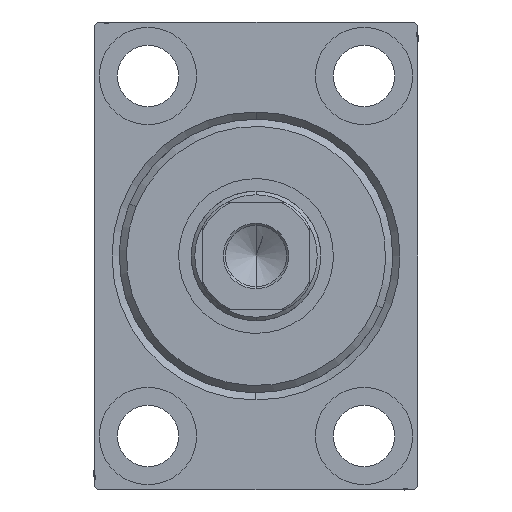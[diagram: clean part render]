
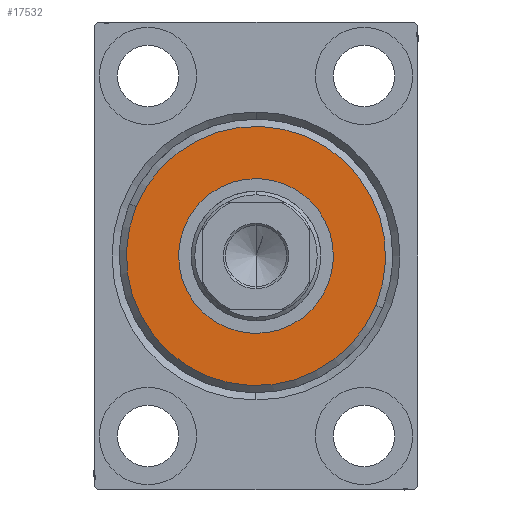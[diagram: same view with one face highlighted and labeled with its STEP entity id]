
A CAD part, left-side view. The second image highlights one B-rep face of the part: STEP entity #17532.
In plain terms, the highlighted face is planar.
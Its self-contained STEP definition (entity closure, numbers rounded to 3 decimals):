
#40 = EDGE_CURVE ( 'NONE', #30685, #40569, #29822, .T. ) ;
#574 = DIRECTION ( 'NONE',  ( 0., 0., -1. ) ) ;
#1653 = EDGE_LOOP ( 'NONE', ( #20081, #5930 ) ) ;
#3138 = AXIS2_PLACEMENT_3D ( 'NONE', #8249, #8686, #32606 ) ;
#3199 = EDGE_LOOP ( 'NONE', ( #15199, #15542 ) ) ;
#3505 = DIRECTION ( 'NONE',  ( 1., 0., 0. ) ) ;
#5930 = ORIENTED_EDGE ( 'NONE', *, *, #41157, .T. ) ;
#6928 = EDGE_CURVE ( 'NONE', #35160, #15631, #39646, .T. ) ;
#8244 = CIRCLE ( 'NONE', #19777, 18. ) ;
#8249 = CARTESIAN_POINT ( 'NONE',  ( 3., 0., 0. ) ) ;
#8686 = DIRECTION ( 'NONE',  ( -1., 0., 0. ) ) ;
#11163 = CARTESIAN_POINT ( 'NONE',  ( 3., 0., 0. ) ) ;
#12242 = DIRECTION ( 'NONE',  ( 0., 0., -1. ) ) ;
#12735 = DIRECTION ( 'NONE',  ( 1., 0., 0. ) ) ;
#13657 = CARTESIAN_POINT ( 'NONE',  ( 3., 0., 0. ) ) ;
#15199 = ORIENTED_EDGE ( 'NONE', *, *, #22762, .T. ) ;
#15542 = ORIENTED_EDGE ( 'NONE', *, *, #6928, .T. ) ;
#15631 = VERTEX_POINT ( 'NONE', #25660 ) ;
#16126 = DIRECTION ( 'NONE',  ( 0., 0., -1. ) ) ;
#17532 = ADVANCED_FACE ( 'NONE', ( #24263, #21108 ), #44554, .T. ) ;
#18366 = DIRECTION ( 'NONE',  ( 0., 0., -1. ) ) ;
#19777 = AXIS2_PLACEMENT_3D ( 'NONE', #43362, #25777, #12242 ) ;
#20081 = ORIENTED_EDGE ( 'NONE', *, *, #40, .T. ) ;
#21108 = FACE_BOUND ( 'NONE', #1653, .T. ) ;
#22457 = AXIS2_PLACEMENT_3D ( 'NONE', #11163, #27852, #18366 ) ;
#22762 = EDGE_CURVE ( 'NONE', #15631, #35160, #8244, .T. ) ;
#24263 = FACE_OUTER_BOUND ( 'NONE', #3199, .T. ) ;
#25660 = CARTESIAN_POINT ( 'NONE',  ( 3., 0., 18. ) ) ;
#25777 = DIRECTION ( 'NONE',  ( 1., 0., 0. ) ) ;
#26066 = CIRCLE ( 'NONE', #22457, 10.75 ) ;
#27852 = DIRECTION ( 'NONE',  ( -1., 0., 0. ) ) ;
#28115 = AXIS2_PLACEMENT_3D ( 'NONE', #36643, #12735, #16126 ) ;
#29822 = CIRCLE ( 'NONE', #3138, 10.75 ) ;
#30685 = VERTEX_POINT ( 'NONE', #35246 ) ;
#32606 = DIRECTION ( 'NONE',  ( 0., 0., -1. ) ) ;
#34754 = AXIS2_PLACEMENT_3D ( 'NONE', #13657, #3505, #574 ) ;
#34963 = CARTESIAN_POINT ( 'NONE',  ( 3., 0., -10.75 ) ) ;
#35160 = VERTEX_POINT ( 'NONE', #36238 ) ;
#35246 = CARTESIAN_POINT ( 'NONE',  ( 3., 0., 10.75 ) ) ;
#36238 = CARTESIAN_POINT ( 'NONE',  ( 3., 0., -18. ) ) ;
#36643 = CARTESIAN_POINT ( 'NONE',  ( 3., 0., 0. ) ) ;
#39646 = CIRCLE ( 'NONE', #28115, 18. ) ;
#40569 = VERTEX_POINT ( 'NONE', #34963 ) ;
#41157 = EDGE_CURVE ( 'NONE', #40569, #30685, #26066, .T. ) ;
#43362 = CARTESIAN_POINT ( 'NONE',  ( 3., 0., 0. ) ) ;
#44554 = PLANE ( 'NONE',  #34754 ) ;
